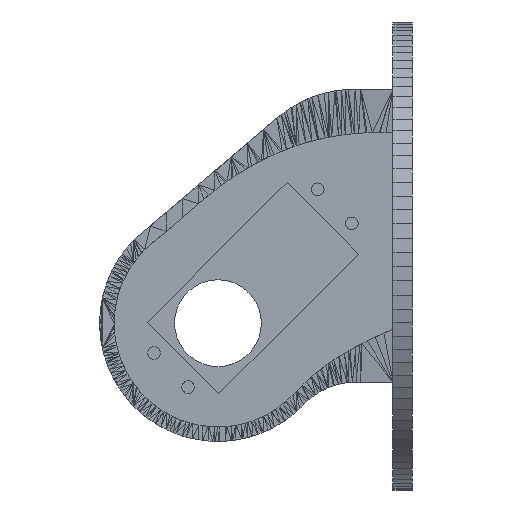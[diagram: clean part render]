
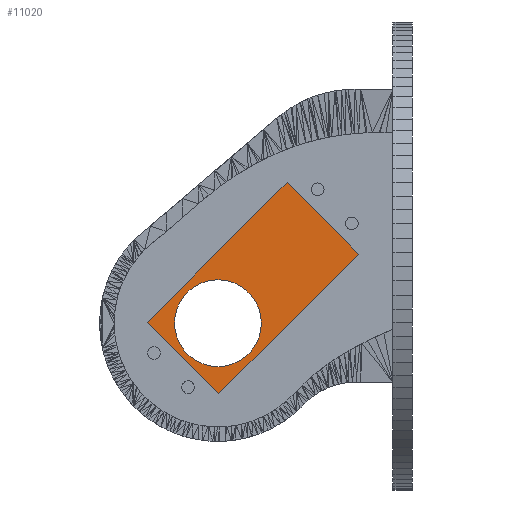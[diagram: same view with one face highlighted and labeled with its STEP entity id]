
A CAD part, left-side view. The second image highlights one B-rep face of the part: STEP entity #11020.
In plain terms, the highlighted planar face has unit normal (-1, 0, 0).
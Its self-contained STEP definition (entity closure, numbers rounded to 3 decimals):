
#217 = CARTESIAN_POINT ( 'NONE',  ( 42.5, 40.1, 19.909 ) ) ;
#931 = VECTOR ( 'NONE', #19735, 1000. ) ;
#1020 = LINE ( 'NONE', #10571, #10620 ) ;
#1538 = AXIS2_PLACEMENT_3D ( 'NONE', #11118, #24919, #7509 ) ;
#1676 = VERTEX_POINT ( 'NONE', #2143 ) ;
#1745 = CARTESIAN_POINT ( 'NONE',  ( 42.5, 40.276, 34.581 ) ) ;
#2124 = DIRECTION ( 'NONE',  ( 0., -0.707, -0.707 ) ) ;
#2143 = CARTESIAN_POINT ( 'NONE',  ( 42.5, 40.276, 25.581 ) ) ;
#2822 = DIRECTION ( 'NONE',  ( 0., -0.707, 0.707 ) ) ;
#4258 = EDGE_CURVE ( 'NONE', #13001, #11853, #19784, .T. ) ;
#5713 = VERTEX_POINT ( 'NONE', #20803 ) ;
#6017 = EDGE_CURVE ( 'NONE', #19036, #21818, #8386, .T. ) ;
#6191 = CARTESIAN_POINT ( 'NONE',  ( 42.5, 11.108, 48.9 ) ) ;
#6645 = CIRCLE ( 'NONE', #20636, 9. ) ;
#7509 = DIRECTION ( 'NONE',  ( 0., 0., 1. ) ) ;
#8386 = LINE ( 'NONE', #6191, #931 ) ;
#9822 = FACE_BOUND ( 'NONE', #23287, .T. ) ;
#9854 = LINE ( 'NONE', #11911, #22459 ) ;
#10142 = EDGE_CURVE ( 'NONE', #11853, #19036, #1020, .T. ) ;
#10173 = CIRCLE ( 'NONE', #1538, 9. ) ;
#10263 = CARTESIAN_POINT ( 'NONE',  ( 42.5, 54.949, 34.758 ) ) ;
#10571 = CARTESIAN_POINT ( 'NONE',  ( 42.5, 40.1, 19.909 ) ) ;
#10620 = VECTOR ( 'NONE', #2822, 1000. ) ;
#11020 = ADVANCED_FACE ( 'NONE', ( #9822, #11626 ), #25032, .T. ) ;
#11118 = CARTESIAN_POINT ( 'NONE',  ( 42.5, 40.276, 34.581 ) ) ;
#11252 = CARTESIAN_POINT ( 'NONE',  ( 42.5, 0., 0. ) ) ;
#11296 = CARTESIAN_POINT ( 'NONE',  ( 42.5, 25.958, 63.75 ) ) ;
#11411 = CARTESIAN_POINT ( 'NONE',  ( 42.5, 11.108, 48.9 ) ) ;
#11424 = DIRECTION ( 'NONE',  ( 0., 0., 1. ) ) ;
#11626 = FACE_OUTER_BOUND ( 'NONE', #24055, .T. ) ;
#11718 = ORIENTED_EDGE ( 'NONE', *, *, #10142, .T. ) ;
#11853 = VERTEX_POINT ( 'NONE', #217 ) ;
#11911 = CARTESIAN_POINT ( 'NONE',  ( 42.5, 25.958, 63.75 ) ) ;
#12400 = ORIENTED_EDGE ( 'NONE', *, *, #6017, .T. ) ;
#13001 = VERTEX_POINT ( 'NONE', #10263 ) ;
#13863 = CARTESIAN_POINT ( 'NONE',  ( 42.5, 54.949, 34.758 ) ) ;
#13972 = DIRECTION ( 'NONE',  ( 0., 0.707, -0.707 ) ) ;
#14986 = ORIENTED_EDGE ( 'NONE', *, *, #23412, .F. ) ;
#17149 = ORIENTED_EDGE ( 'NONE', *, *, #19151, .T. ) ;
#18172 = VECTOR ( 'NONE', #2124, 1000. ) ;
#19036 = VERTEX_POINT ( 'NONE', #11411 ) ;
#19108 = DIRECTION ( 'NONE',  ( -1., 0., 0. ) ) ;
#19151 = EDGE_CURVE ( 'NONE', #21818, #13001, #9854, .T. ) ;
#19539 = DIRECTION ( 'NONE',  ( -1., 0., 0. ) ) ;
#19735 = DIRECTION ( 'NONE',  ( 0., 0.707, 0.707 ) ) ;
#19784 = LINE ( 'NONE', #13863, #18172 ) ;
#20636 = AXIS2_PLACEMENT_3D ( 'NONE', #1745, #19539, #11424 ) ;
#20803 = CARTESIAN_POINT ( 'NONE',  ( 42.5, 40.276, 43.581 ) ) ;
#20962 = EDGE_CURVE ( 'NONE', #5713, #1676, #10173, .T. ) ;
#21641 = ORIENTED_EDGE ( 'NONE', *, *, #20962, .F. ) ;
#21818 = VERTEX_POINT ( 'NONE', #11296 ) ;
#22158 = AXIS2_PLACEMENT_3D ( 'NONE', #11252, #19108, #23102 ) ;
#22459 = VECTOR ( 'NONE', #13972, 1000. ) ;
#22851 = ORIENTED_EDGE ( 'NONE', *, *, #4258, .T. ) ;
#23102 = DIRECTION ( 'NONE',  ( 0., 0., 1. ) ) ;
#23287 = EDGE_LOOP ( 'NONE', ( #14986, #21641 ) ) ;
#23412 = EDGE_CURVE ( 'NONE', #1676, #5713, #6645, .T. ) ;
#24055 = EDGE_LOOP ( 'NONE', ( #12400, #17149, #22851, #11718 ) ) ;
#24919 = DIRECTION ( 'NONE',  ( -1., 0., 0. ) ) ;
#25032 = PLANE ( 'NONE',  #22158 ) ;
